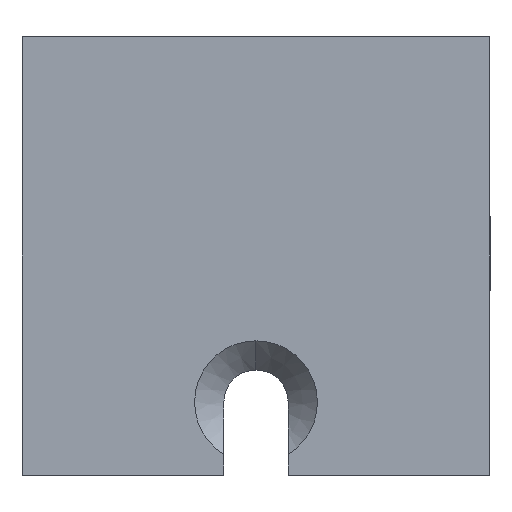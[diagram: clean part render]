
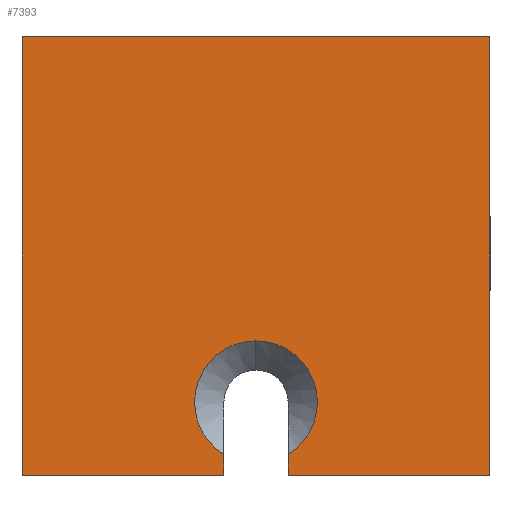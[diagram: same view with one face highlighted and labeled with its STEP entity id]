
A CAD part, left-side view. The second image highlights one B-rep face of the part: STEP entity #7393.
In plain terms, the highlighted planar face has unit normal (-1, 0, 0).
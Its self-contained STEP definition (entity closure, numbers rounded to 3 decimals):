
#46 = LINE ( 'NONE', #4673, #10448 ) ;
#139 = DIRECTION ( 'NONE',  ( 0., -1., 0. ) ) ;
#188 = ORIENTED_EDGE ( 'NONE', *, *, #11217, .T. ) ;
#233 = CARTESIAN_POINT ( 'NONE',  ( -7.75, 16., -15. ) ) ;
#401 = ORIENTED_EDGE ( 'NONE', *, *, #9245, .T. ) ;
#1020 = CARTESIAN_POINT ( 'NONE',  ( -7.75, 16., 15. ) ) ;
#1592 = AXIS2_PLACEMENT_3D ( 'NONE', #8372, #11306, #12325 ) ;
#1820 = AXIS2_PLACEMENT_3D ( 'NONE', #10838, #11723, #7732 ) ;
#1930 = LINE ( 'NONE', #4440, #3693 ) ;
#2305 = VERTEX_POINT ( 'NONE', #1020 ) ;
#2307 = EDGE_CURVE ( 'NONE', #6925, #4696, #7321, .T. ) ;
#2555 = CARTESIAN_POINT ( 'NONE',  ( -7.75, 2.2, -15. ) ) ;
#2750 = ORIENTED_EDGE ( 'NONE', *, *, #9910, .F. ) ;
#3039 = VECTOR ( 'NONE', #12349, 1000. ) ;
#3275 = CARTESIAN_POINT ( 'NONE',  ( -7.75, -16., 15. ) ) ;
#3567 = ORIENTED_EDGE ( 'NONE', *, *, #12173, .F. ) ;
#3693 = VECTOR ( 'NONE', #11454, 1000. ) ;
#3748 = CARTESIAN_POINT ( 'NONE',  ( -7.75, 0., -5.8 ) ) ;
#4013 = LINE ( 'NONE', #7072, #11069 ) ;
#4135 = LINE ( 'NONE', #5061, #4316 ) ;
#4163 = DIRECTION ( 'NONE',  ( 0., 0., -1. ) ) ;
#4308 = AXIS2_PLACEMENT_3D ( 'NONE', #10002, #5917, #10040 ) ;
#4316 = VECTOR ( 'NONE', #6068, 1000. ) ;
#4440 = CARTESIAN_POINT ( 'NONE',  ( -7.75, -16., -15. ) ) ;
#4646 = VECTOR ( 'NONE', #139, 1000. ) ;
#4652 = ORIENTED_EDGE ( 'NONE', *, *, #12108, .F. ) ;
#4673 = CARTESIAN_POINT ( 'NONE',  ( -7.75, 16., 15. ) ) ;
#4696 = VERTEX_POINT ( 'NONE', #7132 ) ;
#4709 = DIRECTION ( 'NONE',  ( 0., 0., -1. ) ) ;
#4741 = CARTESIAN_POINT ( 'NONE',  ( -7.75, -2.2, -10. ) ) ;
#4986 = ORIENTED_EDGE ( 'NONE', *, *, #12689, .T. ) ;
#5023 = CARTESIAN_POINT ( 'NONE',  ( -7.75, 2.2, -13.578 ) ) ;
#5061 = CARTESIAN_POINT ( 'NONE',  ( -7.75, -16., 15. ) ) ;
#5158 = ORIENTED_EDGE ( 'NONE', *, *, #2307, .T. ) ;
#5288 = VECTOR ( 'NONE', #12692, 1000. ) ;
#5325 = VERTEX_POINT ( 'NONE', #2555 ) ;
#5917 = DIRECTION ( 'NONE',  ( 1., 0., 0. ) ) ;
#6068 = DIRECTION ( 'NONE',  ( 0., 0., -1. ) ) ;
#6571 = CARTESIAN_POINT ( 'NONE',  ( -7.75, -2.2, -13.578 ) ) ;
#6925 = VERTEX_POINT ( 'NONE', #10753 ) ;
#7072 = CARTESIAN_POINT ( 'NONE',  ( -7.75, 2.2, -15. ) ) ;
#7132 = CARTESIAN_POINT ( 'NONE',  ( -7.75, -16., -15. ) ) ;
#7321 = LINE ( 'NONE', #8105, #4646 ) ;
#7393 = ADVANCED_FACE ( 'NONE', ( #12822 ), #8331, .F. ) ;
#7520 = ORIENTED_EDGE ( 'NONE', *, *, #12491, .F. ) ;
#7732 = DIRECTION ( 'NONE',  ( 0., 0., -1. ) ) ;
#8105 = CARTESIAN_POINT ( 'NONE',  ( -7.75, -16., -15. ) ) ;
#8193 = CIRCLE ( 'NONE', #1820, 4.2 ) ;
#8331 = PLANE ( 'NONE',  #1592 ) ;
#8372 = CARTESIAN_POINT ( 'NONE',  ( -7.75, -16., 15. ) ) ;
#8912 = EDGE_LOOP ( 'NONE', ( #4986, #188, #7520, #5158, #2750, #3567, #401, #11314, #4652 ) ) ;
#8934 = VERTEX_POINT ( 'NONE', #11148 ) ;
#9245 = EDGE_CURVE ( 'NONE', #2305, #9543, #46, .T. ) ;
#9334 = CIRCLE ( 'NONE', #4308, 4.2 ) ;
#9374 = LINE ( 'NONE', #3275, #3039 ) ;
#9543 = VERTEX_POINT ( 'NONE', #233 ) ;
#9910 = EDGE_CURVE ( 'NONE', #8934, #4696, #4135, .T. ) ;
#10002 = CARTESIAN_POINT ( 'NONE',  ( -7.75, 0., -10. ) ) ;
#10040 = DIRECTION ( 'NONE',  ( 0., 0., -1. ) ) ;
#10448 = VECTOR ( 'NONE', #4709, 1000. ) ;
#10753 = CARTESIAN_POINT ( 'NONE',  ( -7.75, -2.2, -15. ) ) ;
#10838 = CARTESIAN_POINT ( 'NONE',  ( -7.75, 0., -10. ) ) ;
#11069 = VECTOR ( 'NONE', #4163, 1000. ) ;
#11148 = CARTESIAN_POINT ( 'NONE',  ( -7.75, -16., 15. ) ) ;
#11217 = EDGE_CURVE ( 'NONE', #11673, #12999, #8193, .T. ) ;
#11306 = DIRECTION ( 'NONE',  ( 1., 0., 0. ) ) ;
#11314 = ORIENTED_EDGE ( 'NONE', *, *, #12403, .T. ) ;
#11403 = LINE ( 'NONE', #4741, #5288 ) ;
#11454 = DIRECTION ( 'NONE',  ( 0., -1., 0. ) ) ;
#11673 = VERTEX_POINT ( 'NONE', #3748 ) ;
#11723 = DIRECTION ( 'NONE',  ( 1., 0., 0. ) ) ;
#11728 = VERTEX_POINT ( 'NONE', #5023 ) ;
#12108 = EDGE_CURVE ( 'NONE', #11728, #5325, #4013, .T. ) ;
#12173 = EDGE_CURVE ( 'NONE', #2305, #8934, #9374, .T. ) ;
#12325 = DIRECTION ( 'NONE',  ( 0., 0., -1. ) ) ;
#12349 = DIRECTION ( 'NONE',  ( 0., -1., 0. ) ) ;
#12403 = EDGE_CURVE ( 'NONE', #9543, #5325, #1930, .T. ) ;
#12491 = EDGE_CURVE ( 'NONE', #6925, #12999, #11403, .T. ) ;
#12689 = EDGE_CURVE ( 'NONE', #11728, #11673, #9334, .T. ) ;
#12692 = DIRECTION ( 'NONE',  ( 0., 0., 1. ) ) ;
#12822 = FACE_OUTER_BOUND ( 'NONE', #8912, .T. ) ;
#12999 = VERTEX_POINT ( 'NONE', #6571 ) ;
